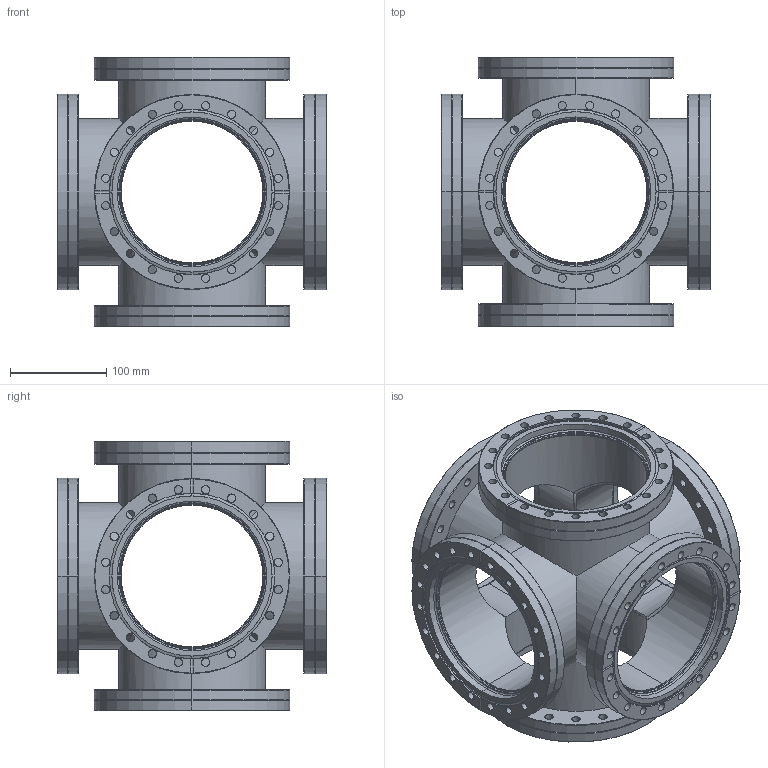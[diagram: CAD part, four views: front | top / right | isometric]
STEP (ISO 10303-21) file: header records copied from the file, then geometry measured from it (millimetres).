
FILE_DESCRIPTION (( 'STEP AP203' ), '1' );
FILE_NAME ('16286118114L.STEP', '2025-05-08T03:12:09', ( '' ), ( '' ), 'SwSTEP 2.0', 'SolidWorks 2024', '' );
FILE_SCHEMA (( 'CONFIG_CONTROL_DESIGN' ));
Length unit declared in the file: millimetre
Products named in the file (8): 154711203-2; 16280110114L2; 16280110114L; 154511203; 154711203; 154711203-1; 16280110114L1; 16286118114L
Assembly tree (12 placements, depth 3):
  16286118114L
    16280110114L
      16280110114L2
      16280110114L1  x2
    154711203  x3
      154711203-2
      154711203-1
    154511203  x3
Bounding box: 279.4 x 279.4 x 279.4 mm (x, y, z)
Volume: 2145048.6 mm3; surface area: 812143.4 mm2
Topology: 12 solids, 12 shells, 808 faces, 1952 edges, 1172 vertices
Faces by surface type: cylinder 376, cone 336, plane 48, torus 48
Entity records: 10792 total; most frequent: CARTESIAN_POINT 2696, DIRECTION 1606, ORIENTED_EDGE 1420, EDGE_CURVE 710, AXIS2_PLACEMENT_3D 678, VERTEX_POINT 428, EDGE_LOOP 384, CIRCLE 372
